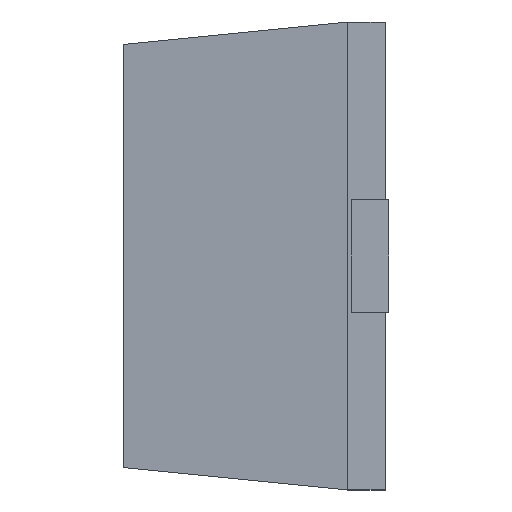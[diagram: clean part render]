
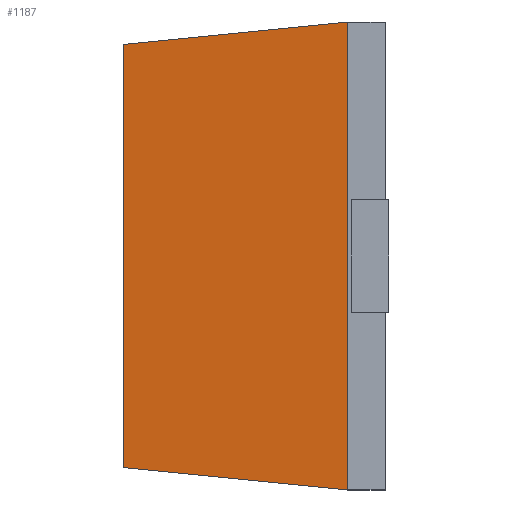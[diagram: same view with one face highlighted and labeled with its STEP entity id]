
A CAD part, left-side view. The second image highlights one B-rep face of the part: STEP entity #1187.
In plain terms, the highlighted planar face has unit normal (-0.995, 0.1, 0).
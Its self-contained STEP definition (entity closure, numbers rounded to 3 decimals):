
#137 = DIRECTION ( 'NONE',  ( 0., 0., -1. ) ) ;
#143 = PLANE ( 'NONE',  #857 ) ;
#282 = CARTESIAN_POINT ( 'NONE',  ( -0.79, 0.7, 0. ) ) ;
#302 = DIRECTION ( 'NONE',  ( -0.995, 0.1, 0. ) ) ;
#382 = LINE ( 'NONE', #1833, #1130 ) ;
#435 = CARTESIAN_POINT ( 'NONE',  ( -0.79, 0.7, 0.565 ) ) ;
#520 = EDGE_CURVE ( 'NONE', #1900, #1347, #1049, .T. ) ;
#564 = VERTEX_POINT ( 'NONE', #435 ) ;
#579 = EDGE_CURVE ( 'NONE', #1347, #944, #1239, .T. ) ;
#623 = CARTESIAN_POINT ( 'NONE',  ( -0.85, 0.1, 0.625 ) ) ;
#638 = CARTESIAN_POINT ( 'NONE',  ( -0.85, 0.1, -0.625 ) ) ;
#728 = DIRECTION ( 'NONE',  ( 0.099, 0.99, 0.099 ) ) ;
#743 = CARTESIAN_POINT ( 'NONE',  ( -0.784, 0.755, -0.559 ) ) ;
#744 = FACE_OUTER_BOUND ( 'NONE', #1781, .T. ) ;
#793 = CARTESIAN_POINT ( 'NONE',  ( -0.79, 0.7, 0.625 ) ) ;
#857 = AXIS2_PLACEMENT_3D ( 'NONE', #282, #302, #137 ) ;
#925 = DIRECTION ( 'NONE',  ( 0.099, 0.99, -0.099 ) ) ;
#931 = VECTOR ( 'NONE', #1674, 1000. ) ;
#944 = VERTEX_POINT ( 'NONE', #1726 ) ;
#1049 = LINE ( 'NONE', #1295, #1317 ) ;
#1130 = VECTOR ( 'NONE', #925, 1000. ) ;
#1154 = ORIENTED_EDGE ( 'NONE', *, *, #520, .F. ) ;
#1157 = DIRECTION ( 'NONE',  ( 0., 0., -1. ) ) ;
#1187 = ADVANCED_FACE ( 'NONE', ( #744 ), #143, .T. ) ;
#1239 = LINE ( 'NONE', #743, #1268 ) ;
#1268 = VECTOR ( 'NONE', #728, 1000. ) ;
#1295 = CARTESIAN_POINT ( 'NONE',  ( -0.85, 0.1, -0.625 ) ) ;
#1317 = VECTOR ( 'NONE', #1157, 1000. ) ;
#1327 = LINE ( 'NONE', #793, #931 ) ;
#1347 = VERTEX_POINT ( 'NONE', #638 ) ;
#1377 = ORIENTED_EDGE ( 'NONE', *, *, #1871, .T. ) ;
#1674 = DIRECTION ( 'NONE',  ( 0., 0., 1. ) ) ;
#1726 = CARTESIAN_POINT ( 'NONE',  ( -0.79, 0.7, -0.565 ) ) ;
#1781 = EDGE_LOOP ( 'NONE', ( #1377, #1897, #1894, #1154 ) ) ;
#1818 = EDGE_CURVE ( 'NONE', #944, #564, #1327, .T. ) ;
#1833 = CARTESIAN_POINT ( 'NONE',  ( -0.784, 0.755, 0.559 ) ) ;
#1871 = EDGE_CURVE ( 'NONE', #1900, #564, #382, .T. ) ;
#1894 = ORIENTED_EDGE ( 'NONE', *, *, #579, .F. ) ;
#1897 = ORIENTED_EDGE ( 'NONE', *, *, #1818, .F. ) ;
#1900 = VERTEX_POINT ( 'NONE', #623 ) ;
